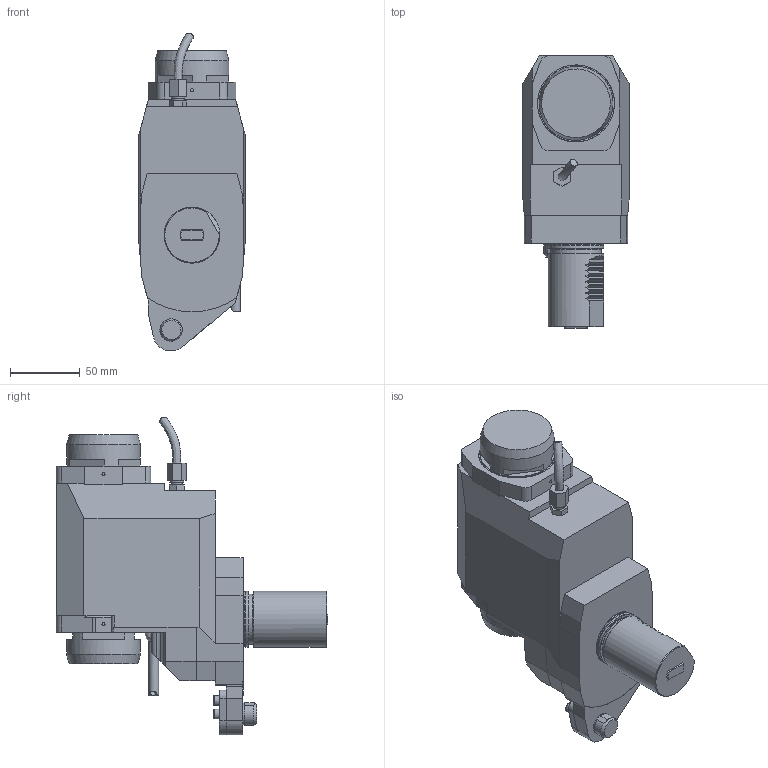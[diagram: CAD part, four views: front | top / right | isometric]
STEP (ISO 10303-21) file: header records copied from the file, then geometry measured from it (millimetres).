
FILE_DESCRIPTION (( 'STEP AP214' ), '1' );
FILE_NAME ('RRPPTAH40I121RMZ1.STEP', '2025-10-14T06:38:50', ( '' ), ( '' ), 'SwSTEP 2.0', 'SolidWorks 2023', '' );
FILE_SCHEMA (( 'AUTOMOTIVE_DESIGN' ));
Length unit declared in the file: millimetre
Products named in the file (1): RRPPTAH40I121RMZ1
Bounding box: 76 x 194.8 x 227.81 mm (x, y, z)
Volume: 1330773.3 mm3; surface area: 94604.9 mm2
Topology: 1 solids, 2 shells, 599 faces, 1541 edges, 1019 vertices
Faces by surface type: plane 436, cylinder 87, bspline 49, cone 19, torus 7, sphere 1
Full cylindrical faces by diameter (mm): 1.7 x1, 2.1 x1, 4 x1, 5 x2, 6 x1, 6.366 x1, 7 x3, 8.15 x1, 9.8 x1, 15.5 x1, 36 x1, 39.6 x1, 40 x2, 53 x2
Entity records: 24485 total; most frequent: CARTESIAN_POINT 7044, ORIENTED_EDGE 2974, DIRECTION 2597, EDGE_CURVE 1487, VECTOR 1115, LINE 1115, VERTEX_POINT 1001, AXIS2_PLACEMENT_3D 741
